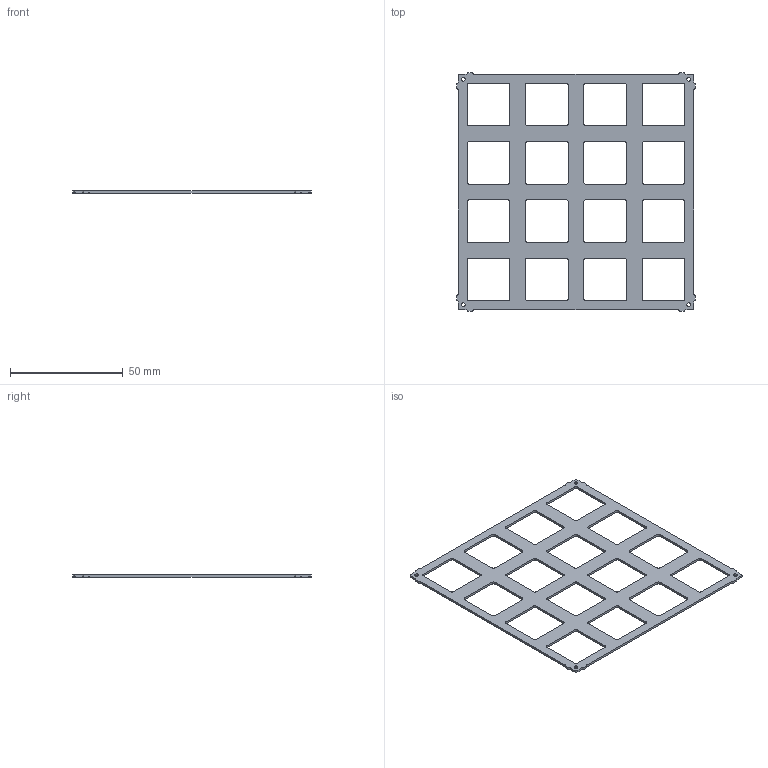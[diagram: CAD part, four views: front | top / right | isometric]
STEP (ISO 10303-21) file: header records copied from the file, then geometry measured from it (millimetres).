
FILE_DESCRIPTION(('KiCad electronic assembly'),'2;1');
FILE_NAME('FP-BU16-3D.step','2025-02-13T21:12:56',('Pcbnew'),('Kicad'), 'Open CASCADE STEP processor 7.6','KiCad to STEP converter','Unknown' );
FILE_SCHEMA(('AUTOMOTIVE_DESIGN { 1 0 10303 214 1 1 1 1 }'));
Length unit declared in the file: millimetre
Products named in the file (2): FP-BU16-3D 1; kibot_f7ltrdb3_PCB
Assembly tree (1 placements, depth 2):
  FP-BU16-3D 1
    kibot_f7ltrdb3_PCB
Bounding box: 105.6 x 105.6 x 1 mm (x, y, z)
Volume: 5129.5 mm3; surface area: 11890.7 mm2
Topology: 1 solids, 1 shells, 306 faces, 912 edges, 608 vertices
Faces by surface type: plane 202, cylinder 104
Full cylindrical faces by diameter (mm): 1.75 x4
Entity records: 10381 total; most frequent: CARTESIAN_POINT 1828, ORIENTED_EDGE 1824, DIRECTION 1736, EDGE_CURVE 912, LINE 704, VECTOR 704, VERTEX_POINT 608, AXIS2_PLACEMENT_3D 516
